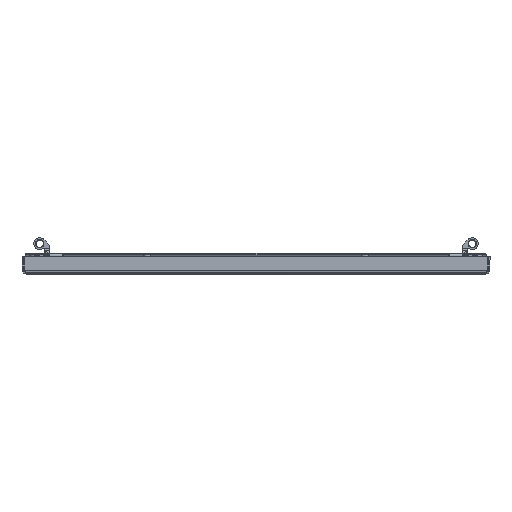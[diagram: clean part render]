
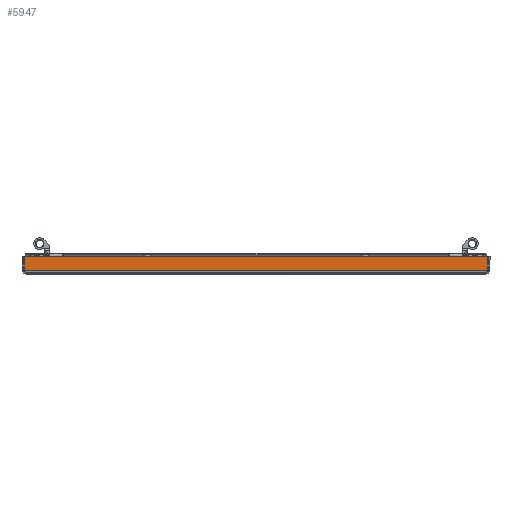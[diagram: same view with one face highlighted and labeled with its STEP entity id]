
A CAD part, front view. The second image highlights one B-rep face of the part: STEP entity #5947.
In plain terms, the highlighted planar face has unit normal (0, -1, 0).
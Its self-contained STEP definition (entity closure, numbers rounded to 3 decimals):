
#101 = ORIENTED_EDGE ( 'NONE', *, *, #5683, .T. ) ;
#385 = CARTESIAN_POINT ( 'NONE',  ( -198.4, -998.5, 2. ) ) ;
#948 = CARTESIAN_POINT ( 'NONE',  ( 196.293, -998.5, 2. ) ) ;
#998 = DIRECTION ( 'NONE',  ( -1., 0., 0. ) ) ;
#2391 = CARTESIAN_POINT ( 'NONE',  ( 196.293, -998.5, 13.6 ) ) ;
#2968 = DIRECTION ( 'NONE',  ( 0., 1., 0. ) ) ;
#3231 = DIRECTION ( 'NONE',  ( -1., 0., 0. ) ) ;
#3254 = VERTEX_POINT ( 'NONE', #5726 ) ;
#3651 = FACE_OUTER_BOUND ( 'NONE', #9195, .T. ) ;
#3822 = LINE ( 'NONE', #5156, #7444 ) ;
#3996 = ORIENTED_EDGE ( 'NONE', *, *, #9132, .F. ) ;
#4004 = EDGE_CURVE ( 'NONE', #6117, #3254, #7450, .T. ) ;
#4129 = CARTESIAN_POINT ( 'NONE',  ( 0., -998.5, 13.6 ) ) ;
#4701 = CARTESIAN_POINT ( 'NONE',  ( -196.293, -998.5, 0. ) ) ;
#5072 = AXIS2_PLACEMENT_3D ( 'NONE', #5112, #2968, #12458 ) ;
#5112 = CARTESIAN_POINT ( 'NONE',  ( 0., -998.5, 0. ) ) ;
#5156 = CARTESIAN_POINT ( 'NONE',  ( 196.293, -998.5, 0. ) ) ;
#5247 = DIRECTION ( 'NONE',  ( 0., 0., 1. ) ) ;
#5683 = EDGE_CURVE ( 'NONE', #8457, #11996, #12993, .T. ) ;
#5726 = CARTESIAN_POINT ( 'NONE',  ( -196.293, -998.5, 2. ) ) ;
#5947 = ADVANCED_FACE ( 'NONE', ( #3651 ), #8361, .F. ) ;
#6117 = VERTEX_POINT ( 'NONE', #948 ) ;
#7444 = VECTOR ( 'NONE', #5247, 1000. ) ;
#7450 = LINE ( 'NONE', #385, #7960 ) ;
#7960 = VECTOR ( 'NONE', #3231, 1000. ) ;
#8361 = PLANE ( 'NONE',  #5072 ) ;
#8457 = VERTEX_POINT ( 'NONE', #2391 ) ;
#9080 = VECTOR ( 'NONE', #998, 1000. ) ;
#9132 = EDGE_CURVE ( 'NONE', #3254, #11996, #12706, .T. ) ;
#9195 = EDGE_LOOP ( 'NONE', ( #10037, #11492, #101, #3996 ) ) ;
#9290 = VECTOR ( 'NONE', #12037, 1000. ) ;
#10037 = ORIENTED_EDGE ( 'NONE', *, *, #4004, .F. ) ;
#11492 = ORIENTED_EDGE ( 'NONE', *, *, #11533, .T. ) ;
#11533 = EDGE_CURVE ( 'NONE', #6117, #8457, #3822, .T. ) ;
#11996 = VERTEX_POINT ( 'NONE', #13354 ) ;
#12037 = DIRECTION ( 'NONE',  ( 0., 0., 1. ) ) ;
#12458 = DIRECTION ( 'NONE',  ( 0., 0., 1. ) ) ;
#12706 = LINE ( 'NONE', #4701, #9290 ) ;
#12993 = LINE ( 'NONE', #4129, #9080 ) ;
#13354 = CARTESIAN_POINT ( 'NONE',  ( -196.293, -998.5, 13.6 ) ) ;
